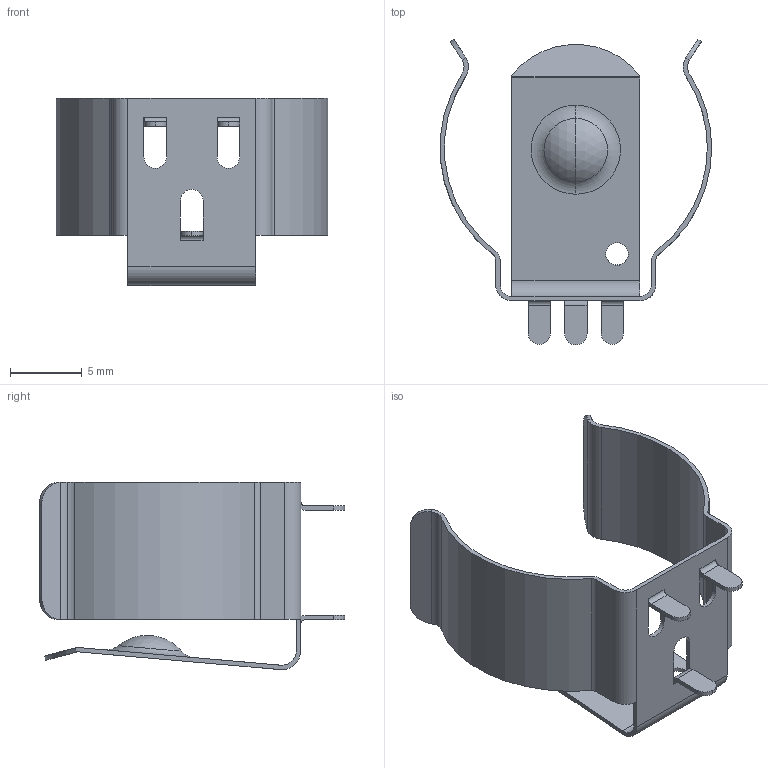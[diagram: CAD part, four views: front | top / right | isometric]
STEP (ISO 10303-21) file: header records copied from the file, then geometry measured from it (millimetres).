
FILE_DESCRIPTION (( 'STEP AP214' ), '1' );
FILE_NAME ('KEYELCO_54.STEP', '2015-04-07T12:29:46', ( '' ), ( '' ), '', '', '' );
FILE_SCHEMA (( '' ));
Length unit declared in the file: millimetre
Products named in the file (1): KEYELCO_54
Bounding box: 18.86 x 21.21 x 13 mm (x, y, z)
Volume: 197.6 mm3; surface area: 1359.2 mm2
Topology: 1 solids, 1 shells, 100 faces, 274 edges, 178 vertices
Faces by surface type: cylinder 47, plane 45, torus 4, sphere 4
Entity records: 3238 total; most frequent: CARTESIAN_POINT 577, DIRECTION 570, ORIENTED_EDGE 548, EDGE_CURVE 274, AXIS2_PLACEMENT_3D 203, VERTEX_POINT 178, LINE 164, VECTOR 164
